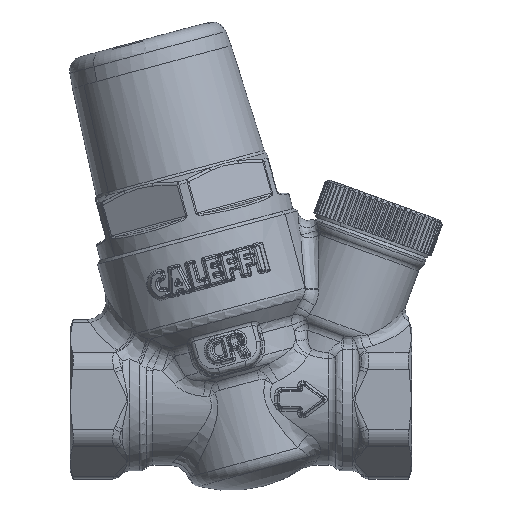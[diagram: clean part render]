
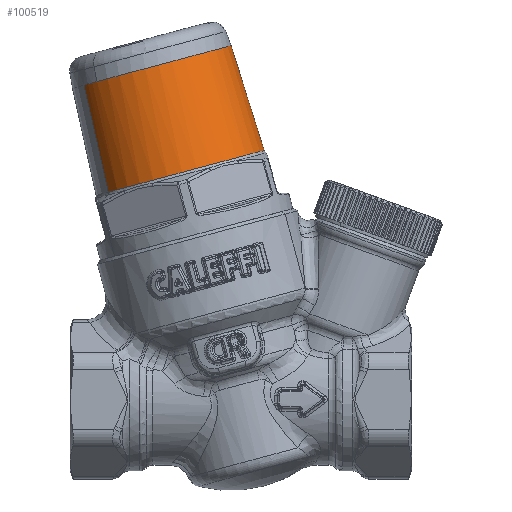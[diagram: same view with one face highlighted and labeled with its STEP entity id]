
A CAD part, top view. The second image highlights one B-rep face of the part: STEP entity #100519.
In plain terms, the highlighted face is a revolution surface.
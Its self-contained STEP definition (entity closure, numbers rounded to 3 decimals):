
#100395=CARTESIAN_POINT('Vertex',(-20.163,31.541,6.892)) ;
#100402=CARTESIAN_POINT('Vertex',(1.691,37.397,-6.892)) ;
#100428=CARTESIAN_POINT('Axis2P3D Location',(-9.236,34.469,0.)) ;
#100456=CARTESIAN_POINT('Control Point',(-23.873,47.852,6.504)) ;
#100457=CARTESIAN_POINT('Control Point',(-22.793,42.384,6.73)) ;
#100458=CARTESIAN_POINT('Control Point',(-21.555,36.943,6.86)) ;
#100459=CARTESIAN_POINT('Control Point',(-20.163,31.541,6.892)) ;
#100460=CARTESIAN_POINT('Vertex',(-23.873,47.852,6.504)) ;
#100474=CARTESIAN_POINT('Vertex',(-3.251,53.377,-6.504)) ;
#100478=CARTESIAN_POINT('Control Point',(-3.251,53.377,-6.504)) ;
#100479=CARTESIAN_POINT('Control Point',(-1.453,48.102,-6.73)) ;
#100480=CARTESIAN_POINT('Control Point',(0.196,42.771,-6.86)) ;
#100481=CARTESIAN_POINT('Control Point',(1.691,37.397,-6.892)) ;
#100492=CARTESIAN_POINT('Control Point',(-19.599,48.997,10.825)) ;
#100493=CARTESIAN_POINT('Control Point',(-18.37,43.569,11.202)) ;
#100494=CARTESIAN_POINT('Control Point',(-17.047,38.151,11.418)) ;
#100495=CARTESIAN_POINT('Control Point',(-15.634,32.755,11.472)) ;
#100496=CARTESIAN_POINT('Axis1P Location',(-9.227,34.435,0.)) ;
#100500=CARTESIAN_POINT('Axis2P3D Location',(-13.562,50.615,0.)) ;
#100504=CARTESIAN_POINT('Vertex',(-21.896,48.381,9.045)) ;
#100507=CARTESIAN_POINT('Axis2P3D Location',(-13.562,50.615,0.)) ;
#100429=DIRECTION('Axis2P3D Direction',(-0.259,0.966,0.)) ;
#100497=DIRECTION('Axis1P Direction',(0.259,-0.966,0.)) ;
#100501=DIRECTION('Axis2P3D Direction',(0.259,-0.966,0.)) ;
#100508=DIRECTION('Axis2P3D Direction',(0.259,-0.966,0.)) ;
#100430=AXIS2_PLACEMENT_3D('Circle Axis2P3D',#100428,#100429,$) ;
#100502=AXIS2_PLACEMENT_3D('Circle Axis2P3D',#100500,#100501,$) ;
#100509=AXIS2_PLACEMENT_3D('Circle Axis2P3D',#100507,#100508,$) ;
#100513=ORIENTED_EDGE('',*,*,#100432,.T.) ;
#100514=ORIENTED_EDGE('',*,*,#100482,.F.) ;
#100515=ORIENTED_EDGE('',*,*,#100506,.T.) ;
#100516=ORIENTED_EDGE('',*,*,#100511,.T.) ;
#100517=ORIENTED_EDGE('',*,*,#100462,.T.) ;
#100519=ADVANCED_FACE('PartBody',(#100518),#100499,.T.) ;
#100498=AXIS1_PLACEMENT('Revolution Surface Axis1P',#100496,#100497) ;
#100455=B_SPLINE_CURVE_WITH_KNOTS('',3,(#100456,#100457,#100458,#100459),.UNSPECIFIED.,.F.,.U.,(4,4),(765.866,782.601),.UNSPECIFIED.) ;
#100477=B_SPLINE_CURVE_WITH_KNOTS('',3,(#100478,#100479,#100480,#100481),.UNSPECIFIED.,.F.,.U.,(4,4),(765.866,782.601),.UNSPECIFIED.) ;
#100491=B_SPLINE_CURVE_WITH_KNOTS('',3,(#100492,#100493,#100494,#100495),.UNSPECIFIED.,.F.,.U.,(4,4),(765.866,782.601),.UNSPECIFIED.) ;
#100431=CIRCLE('generated circle',#100430,13.247) ;
#100503=CIRCLE('generated circle',#100502,12.5) ;
#100510=CIRCLE('generated circle',#100509,12.5) ;
#100432=EDGE_CURVE('',#100396,#100403,#100431,.T.) ;
#100462=EDGE_CURVE('',#100461,#100396,#100455,.T.) ;
#100482=EDGE_CURVE('',#100475,#100403,#100477,.T.) ;
#100506=EDGE_CURVE('',#100475,#100505,#100503,.T.) ;
#100511=EDGE_CURVE('',#100505,#100461,#100510,.T.) ;
#100512=EDGE_LOOP('',(#100513,#100514,#100515,#100516,#100517)) ;
#100518=FACE_OUTER_BOUND('',#100512,.T.) ;
#100499=SURFACE_OF_REVOLUTION('Surface of Revolution',#100491,#100498) ;
#100396=VERTEX_POINT('',#100395) ;
#100403=VERTEX_POINT('',#100402) ;
#100461=VERTEX_POINT('',#100460) ;
#100475=VERTEX_POINT('',#100474) ;
#100505=VERTEX_POINT('',#100504) ;
